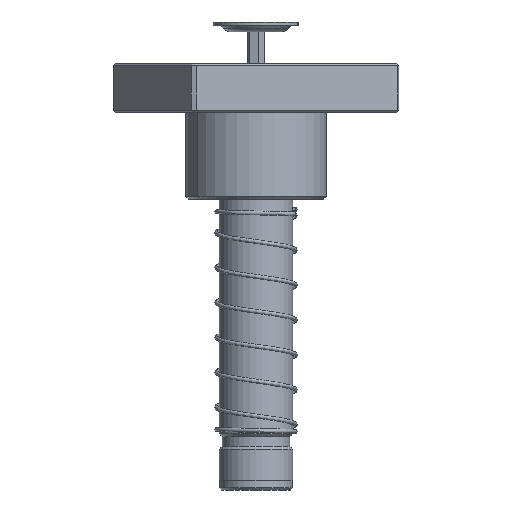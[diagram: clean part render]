
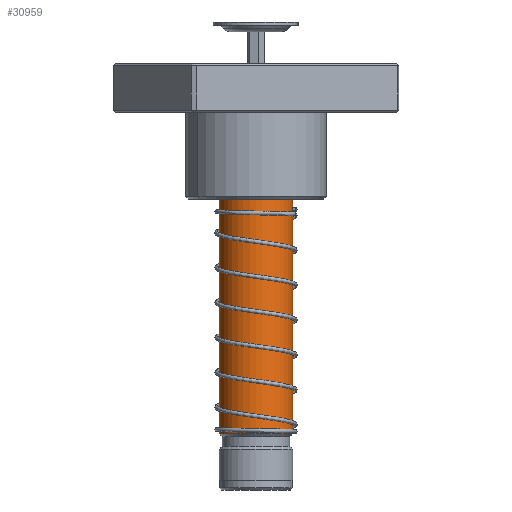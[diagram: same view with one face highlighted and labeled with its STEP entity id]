
A CAD part, front view. The second image highlights one B-rep face of the part: STEP entity #30959.
In plain terms, the highlighted cylindrical face has radius 19 mm (diameter 38 mm), a partial arc.
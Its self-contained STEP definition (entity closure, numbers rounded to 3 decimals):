
#2638 = FACE_OUTER_BOUND ( 'NONE', #29325, .T. ) ;
#2657 = DIRECTION ( 'NONE',  ( 0., 0., -1. ) ) ;
#2760 = CARTESIAN_POINT ( 'NONE',  ( -19., 0., 220. ) ) ;
#3487 = VECTOR ( 'NONE', #6246, 1000. ) ;
#3817 = AXIS2_PLACEMENT_3D ( 'NONE', #34663, #31518, #19735 ) ;
#4081 = VECTOR ( 'NONE', #2657, 1000. ) ;
#4169 = CIRCLE ( 'NONE', #7282, 19. ) ;
#4935 = DIRECTION ( 'NONE',  ( 0., 0., -1. ) ) ;
#5313 = CARTESIAN_POINT ( 'NONE',  ( 0., 0., 220. ) ) ;
#5441 = ORIENTED_EDGE ( 'NONE', *, *, #25852, .T. ) ;
#6246 = DIRECTION ( 'NONE',  ( 0., 0., -1. ) ) ;
#7282 = AXIS2_PLACEMENT_3D ( 'NONE', #28038, #10429, #31055 ) ;
#7797 = DIRECTION ( 'NONE',  ( -1., 0., 0. ) ) ;
#9116 = ORIENTED_EDGE ( 'NONE', *, *, #17350, .F. ) ;
#10200 = EDGE_CURVE ( 'NONE', #16132, #13389, #17419, .T. ) ;
#10424 = EDGE_CURVE ( 'NONE', #30035, #13389, #29580, .T. ) ;
#10429 = DIRECTION ( 'NONE',  ( 0., 0., -1. ) ) ;
#13389 = VERTEX_POINT ( 'NONE', #34597 ) ;
#14712 = CYLINDRICAL_SURFACE ( 'NONE', #34598, 19. ) ;
#15464 = VERTEX_POINT ( 'NONE', #29444 ) ;
#16132 = VERTEX_POINT ( 'NONE', #28610 ) ;
#17350 = EDGE_CURVE ( 'NONE', #15464, #30035, #25508, .T. ) ;
#17419 = LINE ( 'NONE', #2760, #3487 ) ;
#19735 = DIRECTION ( 'NONE',  ( -1., 0., 0. ) ) ;
#20073 = ORIENTED_EDGE ( 'NONE', *, *, #10200, .T. ) ;
#25508 = LINE ( 'NONE', #34864, #4081 ) ;
#25852 = EDGE_CURVE ( 'NONE', #15464, #16132, #4169, .T. ) ;
#28038 = CARTESIAN_POINT ( 'NONE',  ( 0., 0., 217. ) ) ;
#28610 = CARTESIAN_POINT ( 'NONE',  ( -19., 0., 217. ) ) ;
#29325 = EDGE_LOOP ( 'NONE', ( #9116, #5441, #20073, #32246 ) ) ;
#29444 = CARTESIAN_POINT ( 'NONE',  ( 19., 0., 217. ) ) ;
#29580 = CIRCLE ( 'NONE', #3817, 19. ) ;
#30035 = VERTEX_POINT ( 'NONE', #32970 ) ;
#30959 = ADVANCED_FACE ( 'NONE', ( #2638 ), #14712, .T. ) ;
#31055 = DIRECTION ( 'NONE',  ( 1., 0., 0. ) ) ;
#31518 = DIRECTION ( 'NONE',  ( 0., 0., -1. ) ) ;
#32246 = ORIENTED_EDGE ( 'NONE', *, *, #10424, .F. ) ;
#32970 = CARTESIAN_POINT ( 'NONE',  ( 19., 0., 29. ) ) ;
#34597 = CARTESIAN_POINT ( 'NONE',  ( -19., 0., 29. ) ) ;
#34598 = AXIS2_PLACEMENT_3D ( 'NONE', #5313, #4935, #7797 ) ;
#34663 = CARTESIAN_POINT ( 'NONE',  ( 0., 0., 29. ) ) ;
#34864 = CARTESIAN_POINT ( 'NONE',  ( 19., 0., 220. ) ) ;
